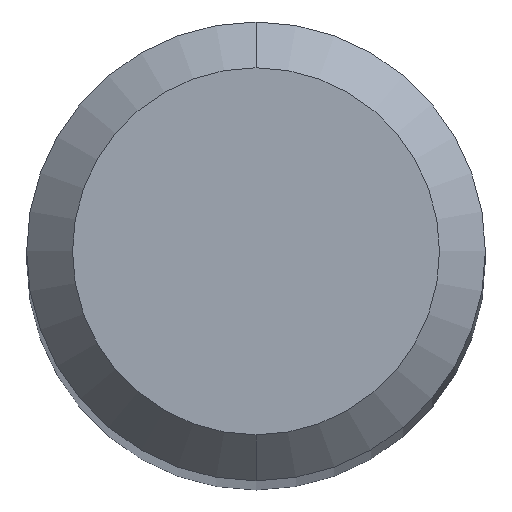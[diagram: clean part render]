
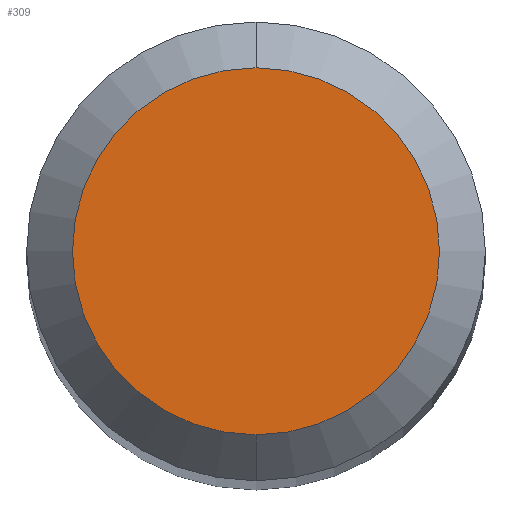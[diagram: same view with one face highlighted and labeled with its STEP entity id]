
A CAD part, top view. The second image highlights one B-rep face of the part: STEP entity #309.
In plain terms, the highlighted planar face has unit normal (0, 0, 1).
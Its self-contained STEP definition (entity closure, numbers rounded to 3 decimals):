
#227=VERTEX_POINT('',#525);
#275=EDGE_CURVE('',#327,#227,#575,.T.);
#309=ADVANCED_FACE('',(#611),#612,.T.);
#327=VERTEX_POINT('',#635);
#343=EDGE_CURVE('',#227,#327,#651,.T.);
#525=CARTESIAN_POINT('',(0.0,1.2,0.0));
#575=CIRCLE('',#977,1.2);
#611=FACE_OUTER_BOUND('',#1062,.T.);
#612=PLANE('',#1063);
#635=CARTESIAN_POINT('',(0.,-1.2,0.0));
#651=CIRCLE('',#1160,1.2);
#977=AXIS2_PLACEMENT_3D('',#1507,#1508,#1509);
#1062=EDGE_LOOP('',(#1544,#1545));
#1063=AXIS2_PLACEMENT_3D('',#1546,#1547,#1548);
#1160=AXIS2_PLACEMENT_3D('',#1605,#1606,#1607);
#1507=CARTESIAN_POINT('',(0.0,0.0,0.0));
#1508=DIRECTION('',(0.0,0.0,-1.0));
#1509=DIRECTION('',(0.0,1.0,0.0));
#1544=ORIENTED_EDGE('',*,*,#343,.F.);
#1545=ORIENTED_EDGE('',*,*,#275,.F.);
#1546=CARTESIAN_POINT('',(0.0,0.6,0.0));
#1547=DIRECTION('',(-0.0,0.0,1.0));
#1548=DIRECTION('',(0.0,-1.0,0.0));
#1605=CARTESIAN_POINT('',(0.0,0.0,0.0));
#1606=DIRECTION('',(0.0,0.0,-1.0));
#1607=DIRECTION('',(0.0,1.0,0.0));
